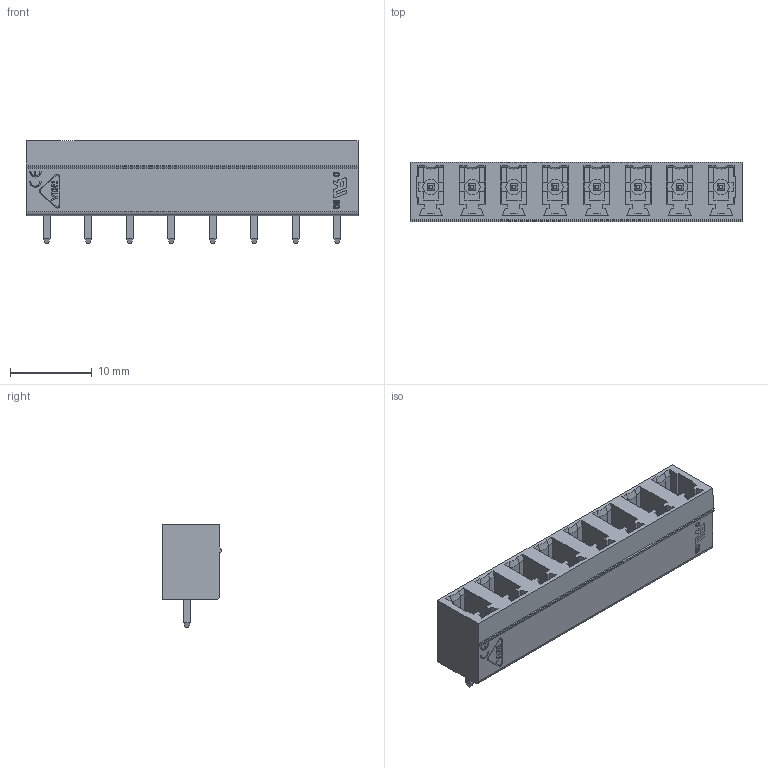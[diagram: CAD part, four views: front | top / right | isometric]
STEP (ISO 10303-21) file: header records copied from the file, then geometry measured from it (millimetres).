
FILE_DESCRIPTION (( 'STEP AP214' ), '1' );
FILE_NAME ('User Library-15EDGVC-5.08-08P-1Y-00A(H).STEP', '2021-03-14T15:26:04', ( '' ), ( '' ), 'SwSTEP 2.0', 'SolidWorks 2020', '' );
FILE_SCHEMA (( 'AUTOMOTIVE_DESIGN' ));
Length unit declared in the file: millimetre
Products named in the file (1): User Library-15EDGVC-5.08-08P-1Y-00A(H)
Bounding box: 40.64 x 7.24 x 12.6 mm (x, y, z)
Volume: 1597.5 mm3; surface area: 3339.6 mm2
Topology: 9 solids, 9 shells, 970 faces, 2592 edges, 1693 vertices
Faces by surface type: plane 791, bspline 119, cylinder 52, cone 8
Entity records: 30952 total; most frequent: CARTESIAN_POINT 7079, ORIENTED_EDGE 5184, DIRECTION 4154, EDGE_CURVE 2592, VECTOR 2226, LINE 2226, VERTEX_POINT 1693, EDGE_LOOP 1039
